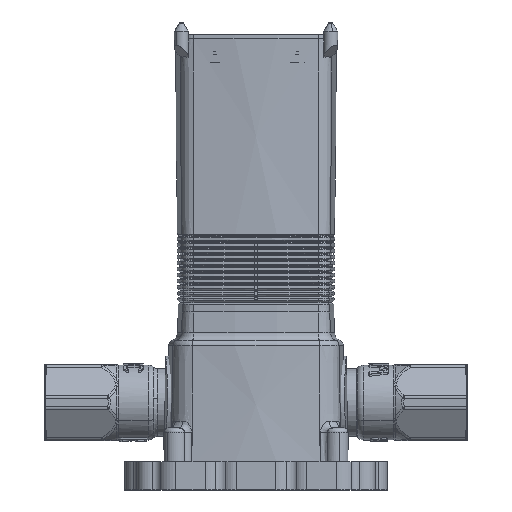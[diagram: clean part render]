
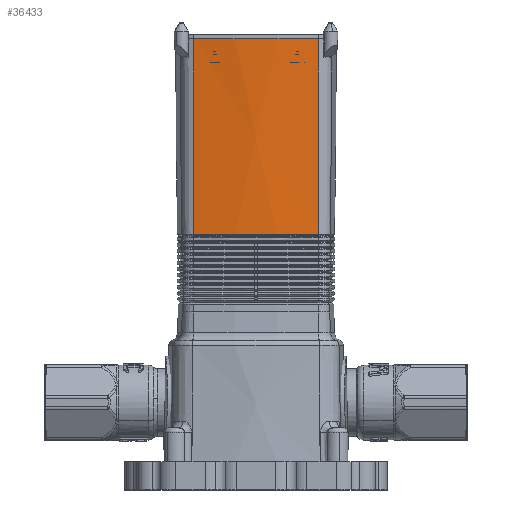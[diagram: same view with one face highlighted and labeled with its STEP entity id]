
A CAD part, left-side view. The second image highlights one B-rep face of the part: STEP entity #36433.
In plain terms, the highlighted conical face has half-angle 0.5 degrees and reference radius 151.777 mm.
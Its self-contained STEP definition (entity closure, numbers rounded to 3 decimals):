
#414 = VECTOR ( 'NONE', #77354, 1000. ) ;
#1383 = CIRCLE ( 'NONE', #4820, 152.017 ) ;
#2524 = ORIENTED_EDGE ( 'NONE', *, *, #30768, .T. ) ;
#4820 = AXIS2_PLACEMENT_3D ( 'NONE', #61508, #23380, #67898 ) ;
#6010 = EDGE_LOOP ( 'NONE', ( #68629, #81598, #2524, #21694 ) ) ;
#6379 = VERTEX_POINT ( 'NONE', #42044 ) ;
#7575 = CIRCLE ( 'NONE', #43668, 152.623 ) ;
#11922 = DIRECTION ( 'NONE',  ( -0.009, -0.001, 1. ) ) ;
#19841 = EDGE_CURVE ( 'NONE', #50603, #79417, #7575, .T. ) ;
#21694 = ORIENTED_EDGE ( 'NONE', *, *, #19841, .T. ) ;
#23380 = DIRECTION ( 'NONE',  ( 0., 0., 1. ) ) ;
#26545 = DIRECTION ( 'NONE',  ( 0., 0., -1. ) ) ;
#27534 = CARTESIAN_POINT ( 'NONE',  ( -126.992, -22.249, 160. ) ) ;
#29320 = VERTEX_POINT ( 'NONE', #59953 ) ;
#30768 = EDGE_CURVE ( 'NONE', #29320, #50603, #80376, .T. ) ;
#36433 = ADVANCED_FACE ( 'NONE', ( #43261 ), #75126, .T. ) ;
#39223 = CARTESIAN_POINT ( 'NONE',  ( -126.574, 22.188, 111.571 ) ) ;
#42044 = CARTESIAN_POINT ( 'NONE',  ( -126.393, 22.161, 90.653 ) ) ;
#43261 = FACE_OUTER_BOUND ( 'NONE', #6010, .T. ) ;
#43668 = AXIS2_PLACEMENT_3D ( 'NONE', #64684, #26545, #71084 ) ;
#46487 = VECTOR ( 'NONE', #11922, 1000. ) ;
#47147 = LINE ( 'NONE', #39223, #414 ) ;
#49411 = CARTESIAN_POINT ( 'NONE',  ( -126.992, 22.249, 160. ) ) ;
#50027 = CARTESIAN_POINT ( 'NONE',  ( -126.574, -22.188, 111.571 ) ) ;
#50603 = VERTEX_POINT ( 'NONE', #27534 ) ;
#50944 = DIRECTION ( 'NONE',  ( 0., 0., 1. ) ) ;
#59953 = CARTESIAN_POINT ( 'NONE',  ( -126.393, -22.161, 90.653 ) ) ;
#61508 = CARTESIAN_POINT ( 'NONE',  ( 24., 0., 90.653 ) ) ;
#63465 = CARTESIAN_POINT ( 'NONE',  ( 24., 0., 63.143 ) ) ;
#64684 = CARTESIAN_POINT ( 'NONE',  ( 24., 0., 160. ) ) ;
#65082 = AXIS2_PLACEMENT_3D ( 'NONE', #63465, #50944, #76248 ) ;
#67898 = DIRECTION ( 'NONE',  ( 0.99, 0.139, 0. ) ) ;
#68629 = ORIENTED_EDGE ( 'NONE', *, *, #80246, .F. ) ;
#71084 = DIRECTION ( 'NONE',  ( 0.99, 0.139, 0. ) ) ;
#75126 = CONICAL_SURFACE ( 'NONE', #65082, 151.777, 0.009 ) ;
#76248 = DIRECTION ( 'NONE',  ( 1., 0., 0. ) ) ;
#77354 = DIRECTION ( 'NONE',  ( -0.009, 0.001, 1. ) ) ;
#79417 = VERTEX_POINT ( 'NONE', #49411 ) ;
#80246 = EDGE_CURVE ( 'NONE', #6379, #79417, #47147, .T. ) ;
#80376 = LINE ( 'NONE', #50027, #46487 ) ;
#80483 = EDGE_CURVE ( 'NONE', #6379, #29320, #1383, .T. ) ;
#81598 = ORIENTED_EDGE ( 'NONE', *, *, #80483, .T. ) ;
